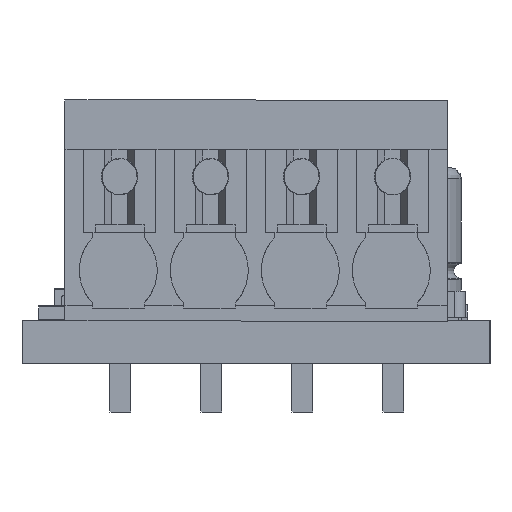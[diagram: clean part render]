
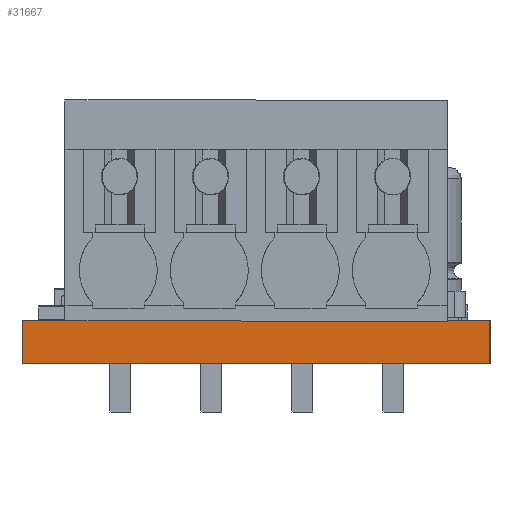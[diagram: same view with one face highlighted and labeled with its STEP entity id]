
A CAD part, left-side view. The second image highlights one B-rep face of the part: STEP entity #31667.
In plain terms, the highlighted free-form (B-spline) face has degree [1, 1] with [2, 2] control points.
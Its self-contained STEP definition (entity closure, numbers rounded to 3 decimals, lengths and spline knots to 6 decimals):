
#129=LINE('',#41572,#3667);
#133=LINE('',#41580,#3671);
#1819=LINE('',#47792,#5357);
#2805=LINE('',#52748,#6343);
#2809=LINE('',#52762,#6347);
#2810=LINE('',#52764,#6348);
#3667=VECTOR('',#34752,1.);
#3671=VECTOR('',#34756,1.);
#5357=VECTOR('',#37044,1.);
#6343=VECTOR('',#38684,1.);
#6347=VECTOR('',#38688,1.);
#6348=VECTOR('',#38689,1.);
#7784=B_SPLINE_SURFACE_WITH_KNOTS('',1,1,((#52758,#52759),(#52760,#52761)),
 .PLANE_SURF.,.F.,.F.,.F.,(2,2),(2,2),(0.,1.),(0.,1.),.UNSPECIFIED.);
#15126=ORIENTED_EDGE('',*,*,#20113,.F.);
#15127=ORIENTED_EDGE('',*,*,#18126,.T.);
#15128=ORIENTED_EDGE('',*,*,#21444,.F.);
#15129=ORIENTED_EDGE('',*,*,#21445,.F.);
#15130=ORIENTED_EDGE('',*,*,#21440,.T.);
#15131=ORIENTED_EDGE('',*,*,#18122,.T.);
#18122=EDGE_CURVE('',#22769,#22768,#129,.T.);
#18126=EDGE_CURVE('',#22750,#22772,#133,.T.);
#20113=EDGE_CURVE('',#22750,#22768,#1819,.T.);
#21440=EDGE_CURVE('',#25027,#22769,#2805,.T.);
#21444=EDGE_CURVE('',#25029,#22772,#2809,.T.);
#21445=EDGE_CURVE('',#25027,#25029,#2810,.T.);
#22750=VERTEX_POINT('',#41535);
#22768=VERTEX_POINT('',#41571);
#22769=VERTEX_POINT('',#41573);
#22772=VERTEX_POINT('',#41579);
#25027=VERTEX_POINT('',#52749);
#25029=VERTEX_POINT('',#52763);
#27798=EDGE_LOOP('',(#15126,#15127,#15128,#15129,#15130,#15131));
#29556=FACE_BOUND('',#27798,.T.);
#31667=ADVANCED_FACE('',(#29556),#7784,.T.);
#34752=DIRECTION('',(0.,1.,0.));
#34756=DIRECTION('',(0.,1.,0.));
#37044=DIRECTION('',(0.,-1.,0.));
#38684=DIRECTION('',(0.,0.,1.));
#38688=DIRECTION('',(0.,0.,1.));
#38689=DIRECTION('',(0.,1.,0.));
#41535=CARTESIAN_POINT('',(-0.032451,0.007346,0.001655));
#41571=CARTESIAN_POINT('',(-0.032451,-0.007354,0.001655));
#41572=CARTESIAN_POINT('',(-0.032451,0.,0.00166));
#41573=CARTESIAN_POINT('',(-0.032451,-0.009,0.00166));
#41579=CARTESIAN_POINT('',(-0.032451,0.009,0.00166));
#41580=CARTESIAN_POINT('',(-0.032451,0.,0.00166));
#47792=CARTESIAN_POINT('',(-0.032451,0.010846,0.00165));
#52748=CARTESIAN_POINT('',(-0.032451,-0.009,0.));
#52749=CARTESIAN_POINT('',(-0.032451,-0.009,0.));
#52758=CARTESIAN_POINT('',(-0.032451,-0.009,0.00166));
#52759=CARTESIAN_POINT('',(-0.032451,-0.009,0.));
#52760=CARTESIAN_POINT('',(-0.032451,0.009,0.00166));
#52761=CARTESIAN_POINT('',(-0.032451,0.009,0.));
#52762=CARTESIAN_POINT('',(-0.032451,0.009,0.));
#52763=CARTESIAN_POINT('',(-0.032451,0.009,0.));
#52764=CARTESIAN_POINT('',(-0.032451,-0.009,0.));
